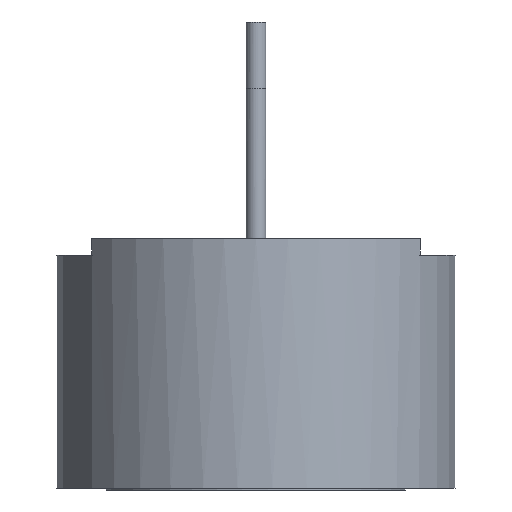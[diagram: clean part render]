
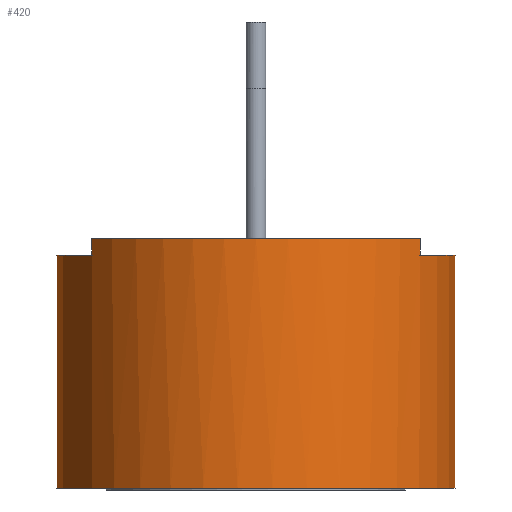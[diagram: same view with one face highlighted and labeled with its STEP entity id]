
A CAD part, left-side view. The second image highlights one B-rep face of the part: STEP entity #420.
In plain terms, the highlighted cylindrical face has radius 6 mm (diameter 12 mm), a full revolution.
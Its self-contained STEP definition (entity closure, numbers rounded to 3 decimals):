
#20=FACE_BOUND('',#67,.T.);
#27=CYLINDRICAL_SURFACE('',#458,6.);
#38=FACE_OUTER_BOUND('',#66,.T.);
#66=EDGE_LOOP('',(#273,#274,#275,#276,#277,#278,#279,#280));
#67=EDGE_LOOP('',(#281,#282));
#103=LINE('',#657,#127);
#104=LINE('',#661,#128);
#105=LINE('',#665,#129);
#106=LINE('',#668,#130);
#127=VECTOR('',#526,0.5);
#128=VECTOR('',#529,0.5);
#129=VECTOR('',#532,0.5);
#130=VECTOR('',#535,0.5);
#148=CIRCLE('',#452,6.);
#152=CIRCLE('',#457,6.);
#153=CIRCLE('',#459,6.);
#154=CIRCLE('',#460,6.);
#155=CIRCLE('',#461,6.);
#156=CIRCLE('',#462,6.);
#173=VERTEX_POINT('',#635);
#174=VERTEX_POINT('',#637);
#178=VERTEX_POINT('',#647);
#181=VERTEX_POINT('',#652);
#182=VERTEX_POINT('',#656);
#183=VERTEX_POINT('',#658);
#184=VERTEX_POINT('',#660);
#185=VERTEX_POINT('',#662);
#186=VERTEX_POINT('',#664);
#187=VERTEX_POINT('',#666);
#210=EDGE_CURVE('',#173,#174,#148,.T.);
#218=EDGE_CURVE('',#178,#181,#152,.T.);
#219=EDGE_CURVE('',#181,#182,#103,.T.);
#220=EDGE_CURVE('',#182,#183,#153,.T.);
#221=EDGE_CURVE('',#184,#183,#104,.T.);
#222=EDGE_CURVE('',#184,#185,#154,.T.);
#223=EDGE_CURVE('',#185,#186,#105,.T.);
#224=EDGE_CURVE('',#186,#187,#155,.T.);
#225=EDGE_CURVE('',#178,#187,#106,.T.);
#226=EDGE_CURVE('',#174,#173,#156,.T.);
#273=ORIENTED_EDGE('',*,*,#218,.T.);
#274=ORIENTED_EDGE('',*,*,#219,.T.);
#275=ORIENTED_EDGE('',*,*,#220,.T.);
#276=ORIENTED_EDGE('',*,*,#221,.F.);
#277=ORIENTED_EDGE('',*,*,#222,.T.);
#278=ORIENTED_EDGE('',*,*,#223,.T.);
#279=ORIENTED_EDGE('',*,*,#224,.T.);
#280=ORIENTED_EDGE('',*,*,#225,.F.);
#281=ORIENTED_EDGE('',*,*,#226,.F.);
#282=ORIENTED_EDGE('',*,*,#210,.F.);
#420=ADVANCED_FACE('',(#38,#20),#27,.T.);
#452=AXIS2_PLACEMENT_3D('',#638,#508,#509);
#457=AXIS2_PLACEMENT_3D('',#654,#522,#523);
#458=AXIS2_PLACEMENT_3D('',#655,#524,#525);
#459=AXIS2_PLACEMENT_3D('',#659,#527,#528);
#460=AXIS2_PLACEMENT_3D('',#663,#530,#531);
#461=AXIS2_PLACEMENT_3D('',#667,#533,#534);
#462=AXIS2_PLACEMENT_3D('',#669,#536,#537);
#508=DIRECTION('center_axis',(0.,0.,-1.));
#509=DIRECTION('ref_axis',(-1.,0.,0.));
#522=DIRECTION('center_axis',(0.,0.,-1.));
#523=DIRECTION('ref_axis',(-1.,0.,0.));
#524=DIRECTION('center_axis',(0.,0.,1.));
#525=DIRECTION('ref_axis',(-1.,0.,0.));
#526=DIRECTION('',(0.,0.,1.));
#527=DIRECTION('center_axis',(0.,0.,-1.));
#528=DIRECTION('ref_axis',(1.,0.,0.));
#529=DIRECTION('',(0.,0.,1.));
#530=DIRECTION('center_axis',(0.,0.,-1.));
#531=DIRECTION('ref_axis',(-1.,0.,0.));
#532=DIRECTION('',(0.,0.,1.));
#533=DIRECTION('center_axis',(0.,0.,-1.));
#534=DIRECTION('ref_axis',(1.,0.,0.));
#535=DIRECTION('',(0.,0.,1.));
#536=DIRECTION('center_axis',(0.,0.,-1.));
#537=DIRECTION('ref_axis',(-1.,0.,0.));
#635=CARTESIAN_POINT('',(5.43,-2.553,0.));
#637=CARTESIAN_POINT('',(5.431,2.551,0.));
#638=CARTESIAN_POINT('Origin',(0.,0.,0.));
#647=CARTESIAN_POINT('',(3.415,-4.934,7.));
#652=CARTESIAN_POINT('',(-3.415,-4.934,7.));
#654=CARTESIAN_POINT('Origin',(0.,0.,7.));
#655=CARTESIAN_POINT('Origin',(0.,0.,0.));
#656=CARTESIAN_POINT('',(-3.415,-4.934,7.5));
#657=CARTESIAN_POINT('',(-3.415,-4.934,7.));
#658=CARTESIAN_POINT('',(-3.415,4.934,7.5));
#659=CARTESIAN_POINT('Origin',(0.,0.,7.5));
#660=CARTESIAN_POINT('',(-3.415,4.934,7.));
#661=CARTESIAN_POINT('',(-3.415,4.934,7.));
#662=CARTESIAN_POINT('',(3.415,4.934,7.));
#663=CARTESIAN_POINT('Origin',(0.,0.,7.));
#664=CARTESIAN_POINT('',(3.415,4.934,7.5));
#665=CARTESIAN_POINT('',(3.415,4.934,7.));
#666=CARTESIAN_POINT('',(3.415,-4.934,7.5));
#667=CARTESIAN_POINT('Origin',(0.,0.,7.5));
#668=CARTESIAN_POINT('',(3.415,-4.934,7.));
#669=CARTESIAN_POINT('Origin',(0.,0.,0.));
